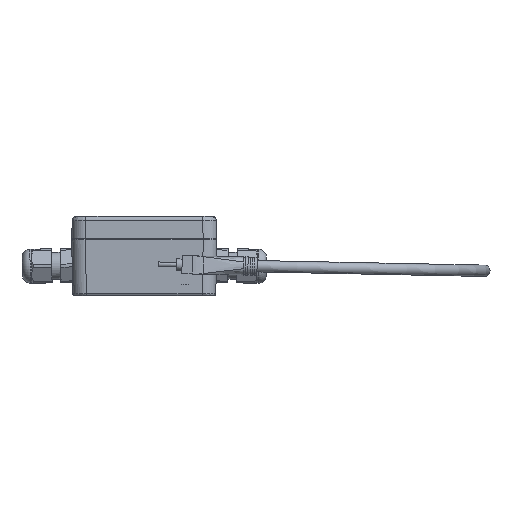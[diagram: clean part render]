
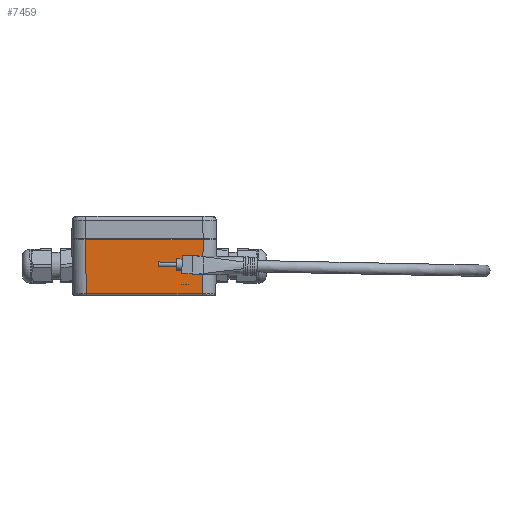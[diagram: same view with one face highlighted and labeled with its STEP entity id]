
A CAD part, left-side view. The second image highlights one B-rep face of the part: STEP entity #7459.
In plain terms, the highlighted planar face has unit normal (-1, 0, -0.02).
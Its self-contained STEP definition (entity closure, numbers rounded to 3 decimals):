
#392=PLANE('',#8342);
#963=FACE_OUTER_BOUND('',#1458,.T.);
#1458=EDGE_LOOP('',(#6568,#6569,#6570,#6571));
#1798=LINE('',#12410,#2325);
#1835=LINE('',#13011,#2362);
#2035=LINE('',#14524,#2562);
#2036=LINE('',#14526,#2563);
#2325=VECTOR('',#9464,50.937);
#2362=VECTOR('',#9703,51.892);
#2562=VECTOR('',#10417,23.795);
#2563=VECTOR('',#10420,23.795);
#3360=VERTEX_POINT('',#12403);
#3363=VERTEX_POINT('',#12408);
#3438=VERTEX_POINT('',#12997);
#3442=VERTEX_POINT('',#13009);
#4196=EDGE_CURVE('',#3363,#3360,#1798,.T.);
#4306=EDGE_CURVE('',#3442,#3438,#1835,.T.);
#4631=EDGE_CURVE('',#3360,#3442,#2035,.T.);
#4632=EDGE_CURVE('',#3438,#3363,#2036,.T.);
#6568=ORIENTED_EDGE('',*,*,#4306,.F.);
#6569=ORIENTED_EDGE('',*,*,#4631,.F.);
#6570=ORIENTED_EDGE('',*,*,#4196,.F.);
#6571=ORIENTED_EDGE('',*,*,#4632,.F.);
#7459=ADVANCED_FACE('',(#963),#392,.T.);
#8342=AXIS2_PLACEMENT_3D('',#14525,#10418,#10419);
#9464=DIRECTION('',(0.,1.,0.));
#9703=DIRECTION('',(0.,-1.,0.));
#10417=DIRECTION('',(-0.02,0.02,1.));
#10418=DIRECTION('center_axis',(-1.,0.,
-0.02));
#10419=DIRECTION('ref_axis',(-0.02,0.,1.));
#10420=DIRECTION('',(0.02,0.02,-1.));
#12403=CARTESIAN_POINT('',(-28.467,25.469,-24.04));
#12408=CARTESIAN_POINT('',(-28.467,-25.469,-24.04));
#12410=CARTESIAN_POINT('',(-28.467,-25.469,-24.04));
#12997=CARTESIAN_POINT('',(-28.945,-25.946,-0.255));
#13009=CARTESIAN_POINT('',(-28.945,25.946,-0.255));
#13011=CARTESIAN_POINT('',(-28.945,25.946,-0.255));
#14524=CARTESIAN_POINT('',(-28.467,25.469,-24.04));
#14525=CARTESIAN_POINT('Origin',(-28.95,31.95,0.));
#14526=CARTESIAN_POINT('',(-28.945,-25.946,-0.255));
